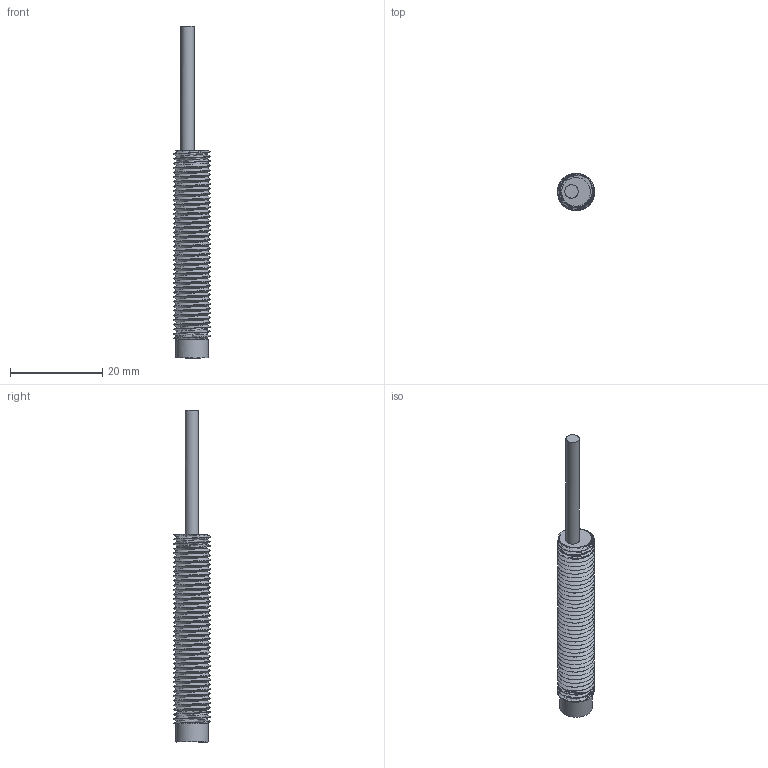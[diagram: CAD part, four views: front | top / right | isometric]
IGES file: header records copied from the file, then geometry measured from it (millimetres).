
Global section: file name: M8_N_KABEL_I1SN-M0802N-O3U2; native system: Autodesk Inventor 2021; preprocessor: unknown; author: S. Sandt; organization: di-soric GmbH & Co. KG; date: 20210811.141732; units: millimetre
Bounding box: 8 x 8 x 72 mm (x, y, z)
Volume: 785.2 mm3; surface area: 2910.2 mm2
Topology: 1 solids, 2 shells, 13 faces, 29 edges, 21 vertices
Faces by surface type: bspline 13
